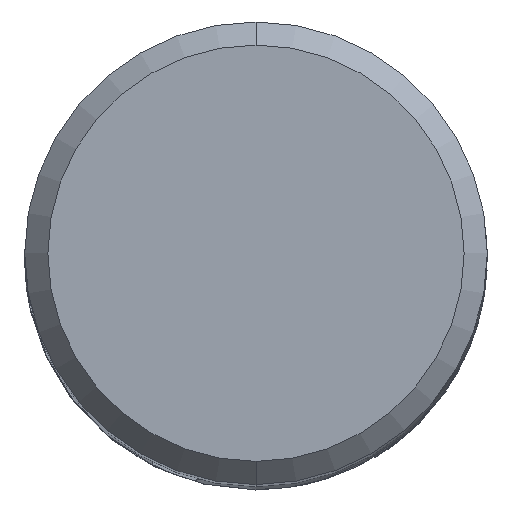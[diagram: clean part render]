
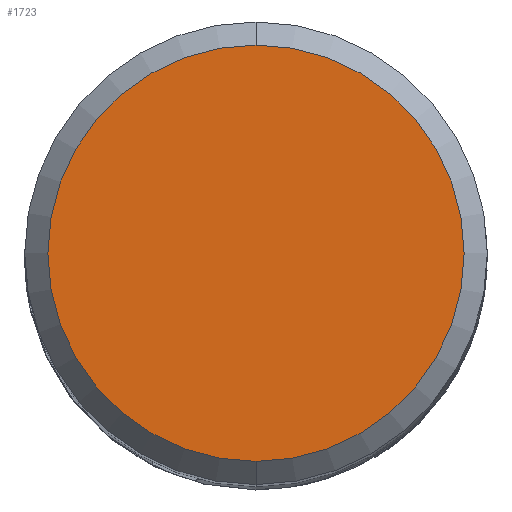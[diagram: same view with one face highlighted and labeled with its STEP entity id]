
A CAD part, top view. The second image highlights one B-rep face of the part: STEP entity #1723.
In plain terms, the highlighted planar face has unit normal (0, 0, 1).
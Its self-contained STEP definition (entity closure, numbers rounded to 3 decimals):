
#669=VERTEX_POINT('',#1825);
#845=EDGE_CURVE('',#669,#979,#2013,.T.);
#979=VERTEX_POINT('',#2160);
#983=EDGE_CURVE('',#979,#669,#2165,.T.);
#1723=ADVANCED_FACE('',(#2972),#2973,.T.);
#1825=CARTESIAN_POINT('',(0.0,9.0,0.0));
#2013=CIRCLE('',#5149,9.0);
#2160=CARTESIAN_POINT('',(0.,-9.0,0.0));
#2165=CIRCLE('',#7377,9.0);
#2972=FACE_OUTER_BOUND('',#14292,.T.);
#2973=PLANE('',#14293);
#5149=AXIS2_PLACEMENT_3D('',#14544,#14545,#14546);
#7377=AXIS2_PLACEMENT_3D('',#14722,#14723,#14724);
#14292=EDGE_LOOP('',(#15615,#15616));
#14293=AXIS2_PLACEMENT_3D('',#15617,#15618,#15619);
#14544=CARTESIAN_POINT('',(0.0,0.0,0.0));
#14545=DIRECTION('',(0.0,0.0,-1.0));
#14546=DIRECTION('',(0.0,1.0,0.0));
#14722=CARTESIAN_POINT('',(0.0,0.0,0.0));
#14723=DIRECTION('',(0.0,0.0,-1.0));
#14724=DIRECTION('',(0.0,1.0,0.0));
#15615=ORIENTED_EDGE('',*,*,#845,.F.);
#15616=ORIENTED_EDGE('',*,*,#983,.F.);
#15617=CARTESIAN_POINT('',(0.0,4.5,0.0));
#15618=DIRECTION('',(-0.0,0.0,1.0));
#15619=DIRECTION('',(0.0,-1.0,0.0));
